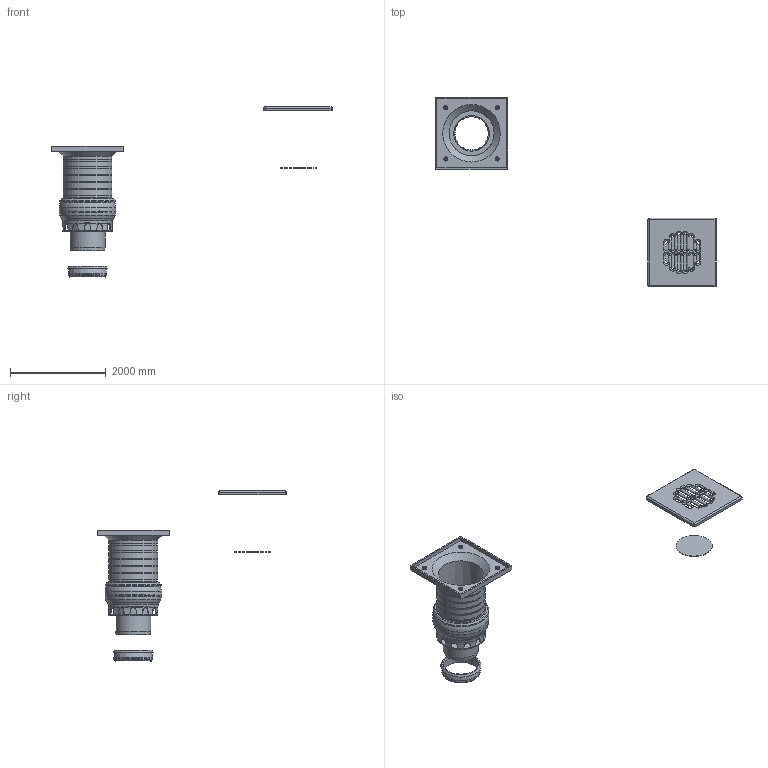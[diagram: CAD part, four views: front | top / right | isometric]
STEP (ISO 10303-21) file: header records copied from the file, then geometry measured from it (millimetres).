
FILE_DESCRIPTION(/* description */ (''),/* implementation_level */ '2;1');
FILE_NAME(/* name */ '15600.070X_3D.stp',/* time_stamp */ '2024-12-12T06:55:06+01:00',/* author */ ('CAD'),/* organization */ (''),/* preprocessor_version */ 'ST-DEVELOPER v20',/* originating_system */ 'AutoCAD Mechanical',/* authorisation */ '');
FILE_SCHEMA (('AUTOMOTIVE_DESIGN { 1 0 10303 214 3 1 1 }'));
Length unit declared in the file: centimetre
Products named in the file (2): Product; *S3
Assembly tree (1 placements, depth 2):
  Product
    *S3
Bounding box: 5855.31 x 3949.52 x 3549.13 mm (x, y, z)
Volume: 331993537.6 mm3; surface area: 30826019.7 mm2
Topology: 8 solids, 8 shells, 417 faces, 996 edges, 600 vertices
Faces by surface type: plane 177, cylinder 144, torus 66, cone 20, sphere 8, bspline 2
Full cylindrical faces by diameter (mm): 35 x4, 85 x4, 706 x1, 730 x2, 740 x1, 750 x1, 806 x1, 1000 x1, 1010 x8, 1020 x10, 1030 x2, 1057.98 x1, 1125 x1, 1146 x1, 1165 x1, 1176 x1
Entity records: 12996 total; most frequent: CARTESIAN_POINT 2854, DIRECTION 2340, ORIENTED_EDGE 1976, EDGE_CURVE 988, AXIS2_PLACEMENT_3D 960, VERTEX_POINT 600, CIRCLE 494, EDGE_LOOP 466
